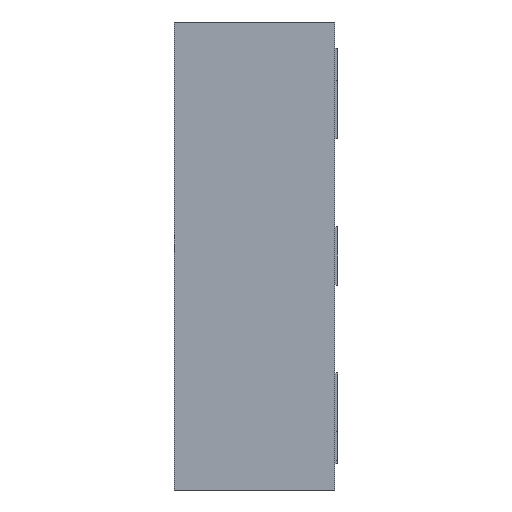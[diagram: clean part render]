
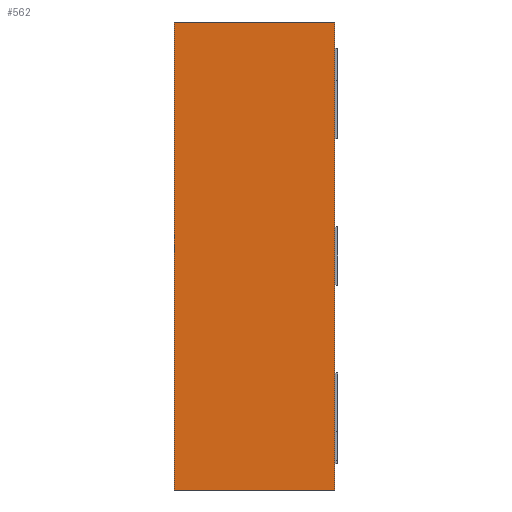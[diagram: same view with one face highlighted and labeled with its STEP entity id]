
A CAD part, left-side view. The second image highlights one B-rep face of the part: STEP entity #562.
In plain terms, the highlighted planar face has unit normal (-1, 0, 0).
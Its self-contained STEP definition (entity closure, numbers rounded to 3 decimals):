
#21 = ORIENTED_EDGE ( 'NONE', *, *, #62, .F. ) ;
#41 = VECTOR ( 'NONE', #1499, 1000. ) ;
#62 = EDGE_CURVE ( 'NONE', #210, #319, #110, .T. ) ;
#67 = LINE ( 'NONE', #343, #468 ) ;
#76 = VECTOR ( 'NONE', #1484, 1000. ) ;
#110 = LINE ( 'NONE', #1988, #1921 ) ;
#210 = VERTEX_POINT ( 'NONE', #1947 ) ;
#319 = VERTEX_POINT ( 'NONE', #1790 ) ;
#343 = CARTESIAN_POINT ( 'NONE',  ( 0., 0., 0. ) ) ;
#421 = EDGE_CURVE ( 'NONE', #210, #2023, #729, .T. ) ;
#433 = CARTESIAN_POINT ( 'NONE',  ( 0., 0.55, -1.6 ) ) ;
#442 = DIRECTION ( 'NONE',  ( 0., 0., -1. ) ) ;
#445 = LINE ( 'NONE', #1650, #76 ) ;
#468 = VECTOR ( 'NONE', #490, 1000. ) ;
#490 = DIRECTION ( 'NONE',  ( 0., 0., 1. ) ) ;
#546 = CARTESIAN_POINT ( 'NONE',  ( 0., 0.55, 0. ) ) ;
#562 = ADVANCED_FACE ( 'NONE', ( #568 ), #897, .F. ) ;
#564 = DIRECTION ( 'NONE',  ( 0., 0., 1. ) ) ;
#568 = FACE_OUTER_BOUND ( 'NONE', #1147, .T. ) ;
#729 = LINE ( 'NONE', #433, #41 ) ;
#825 = EDGE_CURVE ( 'NONE', #319, #841, #445, .T. ) ;
#841 = VERTEX_POINT ( 'NONE', #1825 ) ;
#857 = DIRECTION ( 'NONE',  ( 1., 0., 0. ) ) ;
#881 = AXIS2_PLACEMENT_3D ( 'NONE', #546, #857, #442 ) ;
#897 = PLANE ( 'NONE',  #881 ) ;
#958 = EDGE_CURVE ( 'NONE', #2023, #841, #67, .T. ) ;
#1147 = EDGE_LOOP ( 'NONE', ( #1896, #1208, #21, #1630 ) ) ;
#1208 = ORIENTED_EDGE ( 'NONE', *, *, #825, .F. ) ;
#1484 = DIRECTION ( 'NONE',  ( 0., -1., 0. ) ) ;
#1499 = DIRECTION ( 'NONE',  ( 0., -1., 0. ) ) ;
#1549 = CARTESIAN_POINT ( 'NONE',  ( 0., 0., -1.6 ) ) ;
#1630 = ORIENTED_EDGE ( 'NONE', *, *, #421, .T. ) ;
#1650 = CARTESIAN_POINT ( 'NONE',  ( 0., 0.55, 0. ) ) ;
#1790 = CARTESIAN_POINT ( 'NONE',  ( 0., 0.55, 0. ) ) ;
#1825 = CARTESIAN_POINT ( 'NONE',  ( 0., 0., 0. ) ) ;
#1896 = ORIENTED_EDGE ( 'NONE', *, *, #958, .T. ) ;
#1921 = VECTOR ( 'NONE', #564, 1000. ) ;
#1947 = CARTESIAN_POINT ( 'NONE',  ( 0., 0.55, -1.6 ) ) ;
#1988 = CARTESIAN_POINT ( 'NONE',  ( 0., 0.55, 0. ) ) ;
#2023 = VERTEX_POINT ( 'NONE', #1549 ) ;
